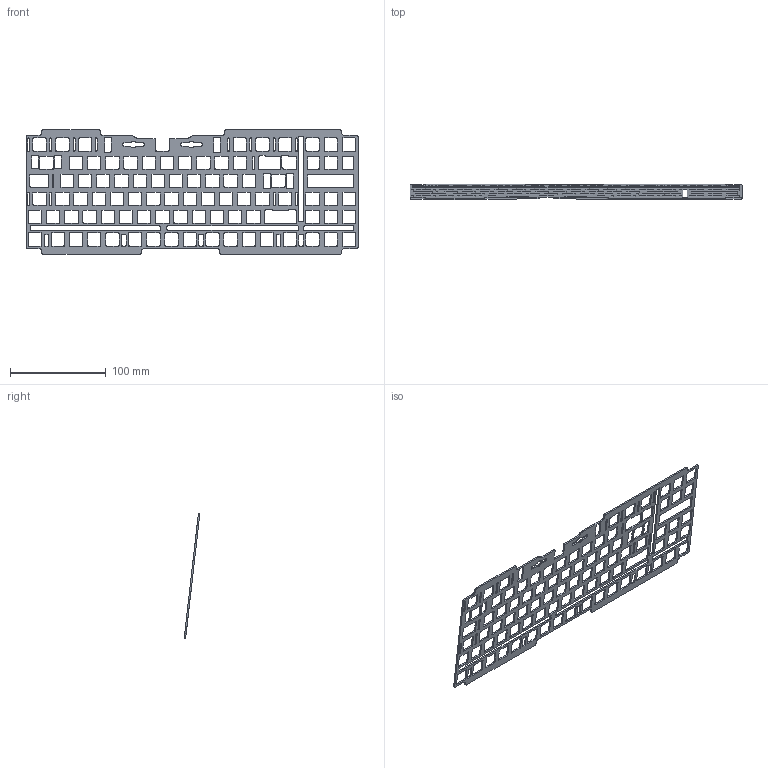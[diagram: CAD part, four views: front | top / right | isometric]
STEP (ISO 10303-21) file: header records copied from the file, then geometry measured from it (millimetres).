
FILE_DESCRIPTION(/* description */ (''),/* implementation_level */ '2;1');
FILE_NAME(/* name */ 'Plate_ANSI.step',/* time_stamp */ '2023-01-28T11:09:05Z',/* author */ (''),/* organization */ (''),/* preprocessor_version */ 'ST-DEVELOPER v19.2',/* originating_system */ 'Autodesk Translation Framework v11.17.0.187',/* authorisation */ '');
FILE_SCHEMA (('AUTOMOTIVE_DESIGN { 1 0 10303 214 3 1 1 }'));
Length unit declared in the file: millimetre
Products named in the file (1): FusionComponent
Bounding box: 347.66 x 16.36 x 130.66 mm (x, y, z)
Volume: 32231.9 mm3; surface area: 54788 mm2
Topology: 1 solids, 1 shells, 1057 faces, 3165 edges, 2110 vertices
Faces by surface type: plane 529, cylinder 528
Entity records: 36419 total; most frequent: DIRECTION 6337, CARTESIAN_POINT 6333, ORIENTED_EDGE 6330, EDGE_CURVE 3165, AXIS2_PLACEMENT_3D 2114, VERTEX_POINT 2110, LINE 2109, VECTOR 2109
